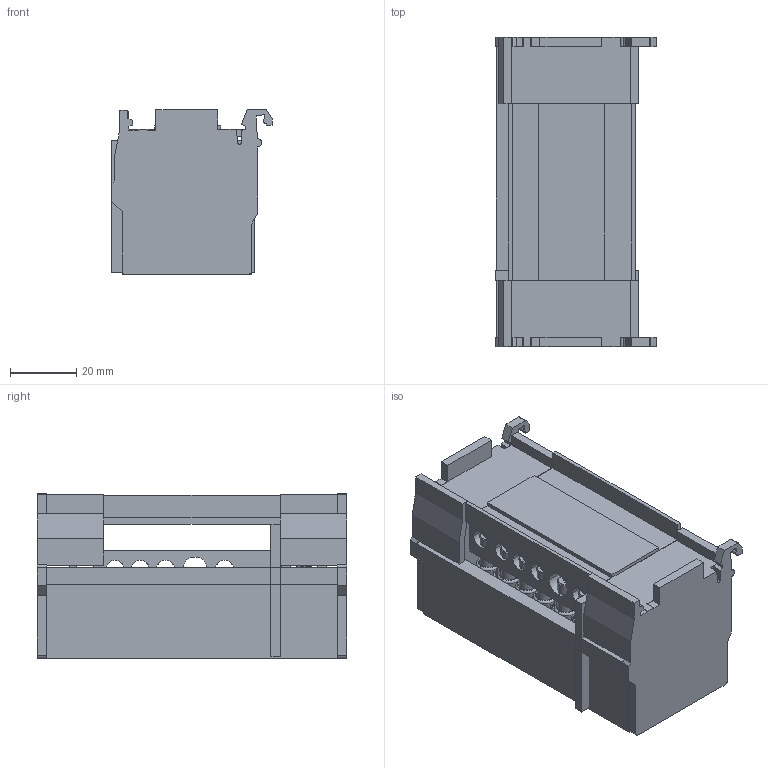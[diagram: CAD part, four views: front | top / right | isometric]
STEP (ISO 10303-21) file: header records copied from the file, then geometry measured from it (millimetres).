
FILE_DESCRIPTION(('STEP AP203'),'1');
FILE_NAME('bd-100-125a.stp','2024-08-22T14:58:54',('TraceParts'),('TraceParts S.A.'),'Spatial InterOp 3D',' ',' ');
FILE_SCHEMA(('CONFIG_CONTROL_DESIGN'));
Length unit declared in the file: millimetre
Products named in the file (1): 1
Bounding box: 48.33 x 93.2 x 49.7 mm (x, y, z)
Volume: 48854.2 mm3; surface area: 53433 mm2
Topology: 25 solids, 25 shells, 994 faces, 2546 edges, 1638 vertices
Faces by surface type: plane 516, cylinder 292, cone 110, torus 48, bspline 28
Entity records: 37512 total; most frequent: CARTESIAN_POINT 14211, ORIENTED_EDGE 5076, DIRECTION 4548, EDGE_CURVE 2538, VERTEX_POINT 1638, AXIS2_PLACEMENT_3D 1569, LINE 1410, VECTOR 1410
